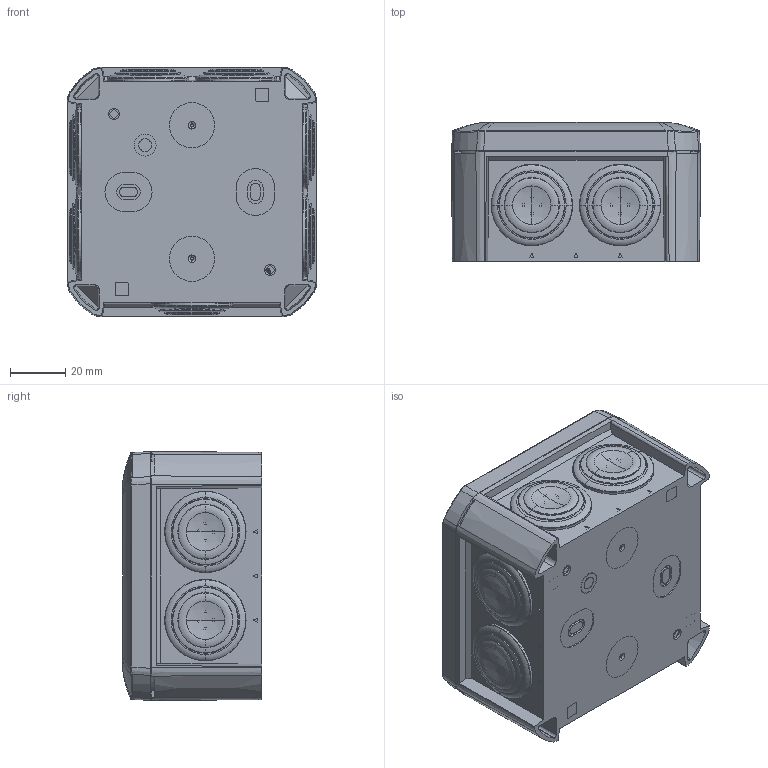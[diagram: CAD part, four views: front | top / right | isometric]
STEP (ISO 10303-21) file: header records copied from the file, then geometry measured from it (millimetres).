
FILE_DESCRIPTION (( 'STEP AP214' ), '1' );
FILE_NAME ('2007464.STEP', '2025-01-28T12:48:48', ( '' ), ( '' ), 'SwSTEP 2.0', 'SolidWorks 2024', '' );
FILE_SCHEMA (( 'AUTOMOTIVE_DESIGN' ));
Length unit declared in the file: millimetre
Products named in the file (6): 163211_T40; 0068977_LGR; 0072752_T40 zárva; 163214_T40_OT_IP56; ED170-04-02_Standard; 2007464
Assembly tree (12 placements, depth 2):
  2007464
    163211_T40
    0068977_LGR  x7
    0072752_T40 zárva
    163214_T40_OT_IP56
    ED170-04-02_Standard  x2
Bounding box: 90.3 x 50.49 x 90.3 mm (x, y, z)
Volume: 77492.6 mm3; surface area: 105944.6 mm2
Topology: 12 solids, 12 shells, 2118 faces, 4959 edges, 2950 vertices
Faces by surface type: plane 495, cylinder 409, bspline 402, cone 398, torus 358, sphere 56
Entity records: 52722 total; most frequent: CARTESIAN_POINT 22200, ORIENTED_EDGE 6932, DIRECTION 5577, EDGE_CURVE 3466, VERTEX_POINT 2136, AXIS2_PLACEMENT_3D 2125, EDGE_LOOP 1484, ADVANCED_FACE 1410
